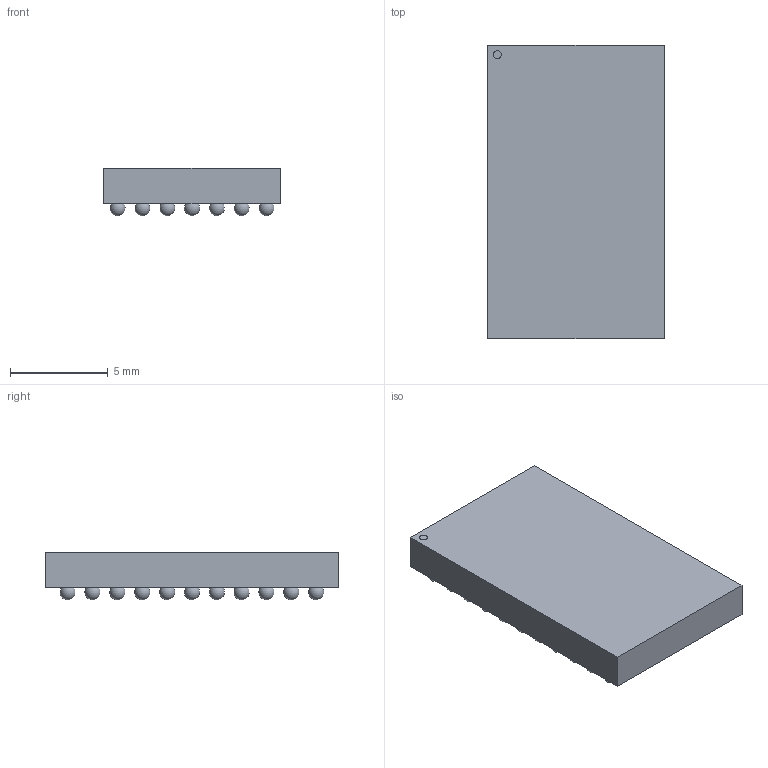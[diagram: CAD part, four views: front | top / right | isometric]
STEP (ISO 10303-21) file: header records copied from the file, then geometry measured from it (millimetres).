
FILE_DESCRIPTION(/* description */ ('model of Analog_BGA-77_9.0x15.0mm_Layout7x11_P1.27mm_Ball0.63mm'),/* implementation_level */ '2;1');
FILE_NAME(/* name */ 'Analog_BGA-77_9.0x15.0mm_Layout7x11_P1.27mm_Ball0.63mm.step',/* time_stamp */ '2024-08-07T12:20:21',/* author */ ('KiCAD','kicad'),/* organization */ ('OCCT'),/* preprocessor_version */ '',/* originating_system */ 'KiCAD',/* authorisation */ '');
FILE_SCHEMA(('AUTOMOTIVE_DESIGN { 1 0 10303 214 1 1 1 1 }'));
Length unit declared in the file: millimetre
Products named in the file (1): Analog_BGA-77_9.0x15.0mm_Layout7x11_P1.27mm_Ball0.63mm
Bounding box: 9 x 15 x 2.44 mm (x, y, z)
Volume: 263.1 mm3; surface area: 450 mm2
Topology: 1 solids, 1 shells, 85 faces, 246 edges, 164 vertices
Faces by surface type: sphere 77, plane 7, cylinder 1
Full cylindrical faces by diameter (mm): 0.4 x1
Entity records: 3299 total; most frequent: DIRECTION 497, CARTESIAN_POINT 419, ORIENTED_EDGE 338, AXIS2_PLACEMENT_3D 242, EDGE_CURVE 169, VERTEX_POINT 164, FACE_BOUND 163, EDGE_LOOP 163
